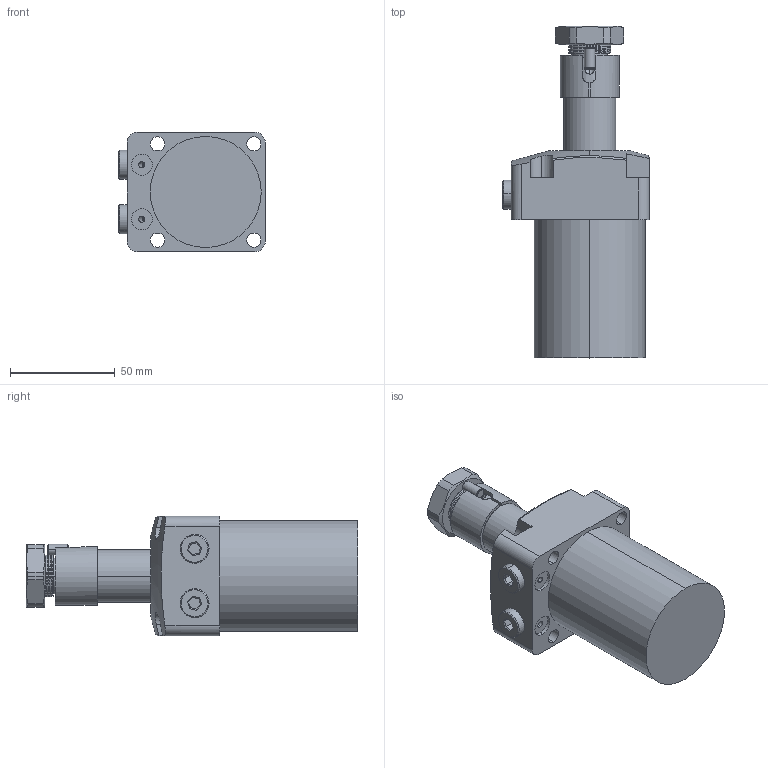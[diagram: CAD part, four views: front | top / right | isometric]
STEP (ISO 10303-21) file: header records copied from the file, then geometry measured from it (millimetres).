
FILE_DESCRIPTION (( 'STEP AP214' ), '1' );
FILE_NAME ('CHA-055PSR-90.STEP', '2021-01-29T03:34:12', ( 'PC' ), ( '' ), 'SwSTEP 2.0', 'SolidWorks 2016', '' );
FILE_SCHEMA (( 'AUTOMOTIVE_DESIGN' ));
Length unit declared in the file: millimetre
Products named in the file (7): CHA-048蹟譫; 隅弇种; 袪杶; HSG; 黑芛; BT; CHA-055PSR-90
Assembly tree (7 placements, depth 2):
  CHA-055PSR-90
    BT
    黑芛  x2
    HSG
    袪杶
    隅弇种
    CHA-048蹟譫
Bounding box: 70.1 x 158.5 x 57 mm (x, y, z)
Volume: 292839.3 mm3; surface area: 42802.6 mm2
Topology: 7 solids, 7 shells, 221 faces, 542 edges, 347 vertices
Faces by surface type: cylinder 91, plane 84, cone 33, bspline 11, sphere 2
Entity records: 8941 total; most frequent: CARTESIAN_POINT 4178, ORIENTED_EDGE 984, DIRECTION 882, EDGE_CURVE 492, AXIS2_PLACEMENT_3D 333, VERTEX_POINT 317, EDGE_LOOP 221, VECTOR 216
